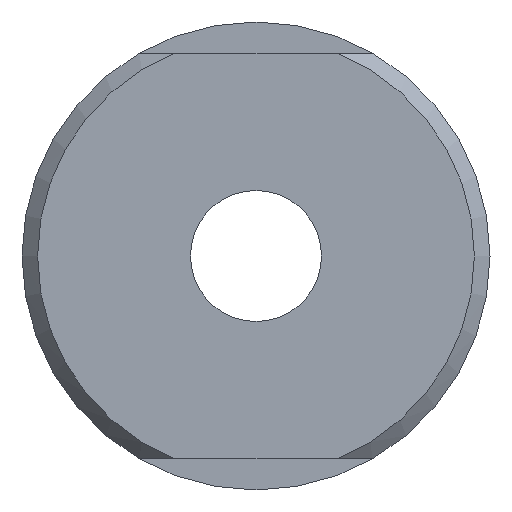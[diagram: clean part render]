
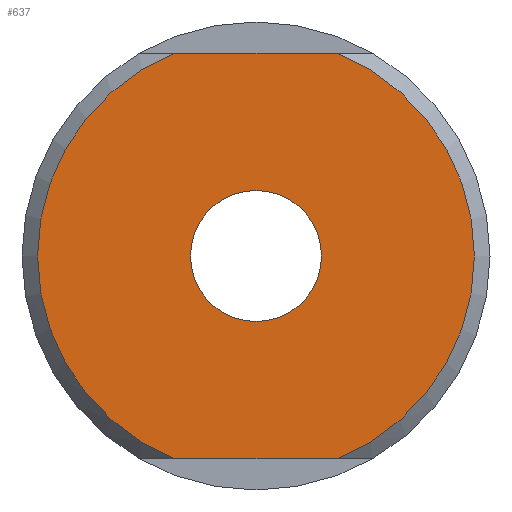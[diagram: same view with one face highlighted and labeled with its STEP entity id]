
A CAD part, left-side view. The second image highlights one B-rep face of the part: STEP entity #637.
In plain terms, the highlighted planar face has unit normal (-1, 0, 0).
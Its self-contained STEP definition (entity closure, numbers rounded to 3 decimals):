
#7 = ORIENTED_EDGE ( 'NONE', *, *, #203, .T. ) ;
#21 = VECTOR ( 'NONE', #436, 1000. ) ;
#32 = EDGE_CURVE ( 'NONE', #362, #69, #152, .T. ) ;
#33 = DIRECTION ( 'NONE',  ( 0., 0., 1. ) ) ;
#39 = AXIS2_PLACEMENT_3D ( 'NONE', #421, #228, #334 ) ;
#55 = FACE_OUTER_BOUND ( 'NONE', #608, .T. ) ;
#69 = VERTEX_POINT ( 'NONE', #553 ) ;
#74 = CIRCLE ( 'NONE', #39, 7. ) ;
#87 = CARTESIAN_POINT ( 'NONE',  ( -93., 3.742, -6.5 ) ) ;
#99 = CIRCLE ( 'NONE', #281, 7. ) ;
#135 = AXIS2_PLACEMENT_3D ( 'NONE', #546, #522, #231 ) ;
#139 = DIRECTION ( 'NONE',  ( 0., 0., -1. ) ) ;
#141 = CARTESIAN_POINT ( 'NONE',  ( -93., 0., 0. ) ) ;
#152 = LINE ( 'NONE', #201, #535 ) ;
#167 = ORIENTED_EDGE ( 'NONE', *, *, #235, .F. ) ;
#171 = CARTESIAN_POINT ( 'NONE',  ( -93., 0., -2.1 ) ) ;
#185 = CARTESIAN_POINT ( 'NONE',  ( -93., 2.598, 6.5 ) ) ;
#201 = CARTESIAN_POINT ( 'NONE',  ( -93., 3.742, 6.5 ) ) ;
#203 = EDGE_CURVE ( 'NONE', #332, #69, #99, .T. ) ;
#214 = CARTESIAN_POINT ( 'NONE',  ( -93., -2.598, -6.5 ) ) ;
#228 = DIRECTION ( 'NONE',  ( -1., 0., 0. ) ) ;
#231 = DIRECTION ( 'NONE',  ( 0., 0., 1. ) ) ;
#235 = EDGE_CURVE ( 'NONE', #650, #495, #500, .T. ) ;
#241 = DIRECTION ( 'NONE',  ( 0., 0., -1. ) ) ;
#270 = EDGE_CURVE ( 'NONE', #495, #650, #550, .T. ) ;
#281 = AXIS2_PLACEMENT_3D ( 'NONE', #353, #291, #139 ) ;
#291 = DIRECTION ( 'NONE',  ( -1., 0., 0. ) ) ;
#298 = CARTESIAN_POINT ( 'NONE',  ( -93., 0., 0. ) ) ;
#302 = VERTEX_POINT ( 'NONE', #371 ) ;
#332 = VERTEX_POINT ( 'NONE', #214 ) ;
#334 = DIRECTION ( 'NONE',  ( 0., 0., -1. ) ) ;
#344 = ORIENTED_EDGE ( 'NONE', *, *, #595, .F. ) ;
#348 = DIRECTION ( 'NONE',  ( -1., 0., 0. ) ) ;
#353 = CARTESIAN_POINT ( 'NONE',  ( -93., 0., 0. ) ) ;
#362 = VERTEX_POINT ( 'NONE', #185 ) ;
#371 = CARTESIAN_POINT ( 'NONE',  ( -93., 2.598, -6.5 ) ) ;
#420 = EDGE_CURVE ( 'NONE', #362, #302, #74, .T. ) ;
#421 = CARTESIAN_POINT ( 'NONE',  ( -93., 0., 0. ) ) ;
#422 = LINE ( 'NONE', #87, #21 ) ;
#436 = DIRECTION ( 'NONE',  ( 0., 1., 0. ) ) ;
#467 = ORIENTED_EDGE ( 'NONE', *, *, #32, .F. ) ;
#495 = VERTEX_POINT ( 'NONE', #171 ) ;
#500 = CIRCLE ( 'NONE', #577, 2.1 ) ;
#503 = CARTESIAN_POINT ( 'NONE',  ( -93., 0., 2.1 ) ) ;
#522 = DIRECTION ( 'NONE',  ( -1., 0., 0. ) ) ;
#523 = FACE_BOUND ( 'NONE', #554, .T. ) ;
#535 = VECTOR ( 'NONE', #607, 1000. ) ;
#537 = ORIENTED_EDGE ( 'NONE', *, *, #270, .F. ) ;
#545 = DIRECTION ( 'NONE',  ( 1., 0., 0. ) ) ;
#546 = CARTESIAN_POINT ( 'NONE',  ( -93., 0., 0. ) ) ;
#550 = CIRCLE ( 'NONE', #135, 2.1 ) ;
#553 = CARTESIAN_POINT ( 'NONE',  ( -93., -2.598, 6.5 ) ) ;
#554 = EDGE_LOOP ( 'NONE', ( #537, #167 ) ) ;
#571 = ORIENTED_EDGE ( 'NONE', *, *, #420, .T. ) ;
#577 = AXIS2_PLACEMENT_3D ( 'NONE', #298, #348, #33 ) ;
#595 = EDGE_CURVE ( 'NONE', #332, #302, #422, .T. ) ;
#607 = DIRECTION ( 'NONE',  ( 0., -1., 0. ) ) ;
#608 = EDGE_LOOP ( 'NONE', ( #571, #344, #7, #467 ) ) ;
#637 = ADVANCED_FACE ( 'NONE', ( #55, #523 ), #649, .F. ) ;
#649 = PLANE ( 'NONE',  #655 ) ;
#650 = VERTEX_POINT ( 'NONE', #503 ) ;
#655 = AXIS2_PLACEMENT_3D ( 'NONE', #141, #545, #241 ) ;
